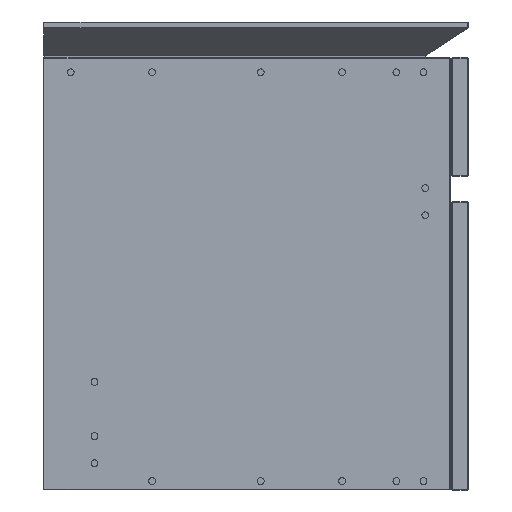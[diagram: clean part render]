
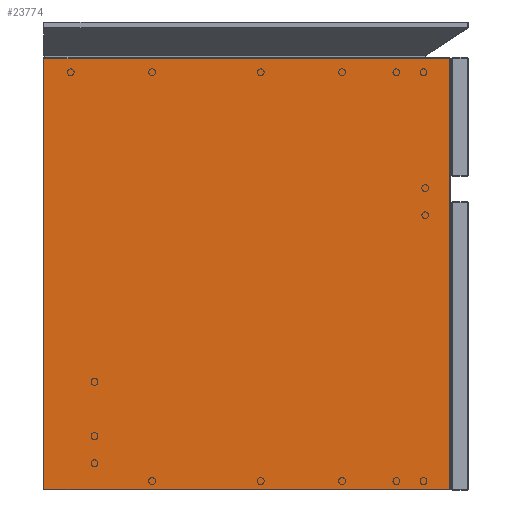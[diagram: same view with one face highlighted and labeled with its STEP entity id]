
A CAD part, left-side view. The second image highlights one B-rep face of the part: STEP entity #23774.
In plain terms, the highlighted planar face has unit normal (-1, 0, 0).
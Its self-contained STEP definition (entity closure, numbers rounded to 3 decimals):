
#23645=CARTESIAN_POINT('',(-4917.304,24039.279,-509.2));
#23646=VERTEX_POINT('',#23645);
#23671=CARTESIAN_POINT('',(-4917.304,23561.079,-509.2));
#23672=VERTEX_POINT('',#23671);
#23679=CARTESIAN_POINT('',(-4917.304,23561.079,-509.2));
#23680=DIRECTION('',(0.0,1.0,0.0));
#23681=VECTOR('',#23680,478.2);
#23682=LINE('',#23679,#23681);
#23683=EDGE_CURVE('',#23672,#23646,#23682,.T.);
#23694=CARTESIAN_POINT('',(-4917.304,24039.279,-0.8));
#23695=VERTEX_POINT('',#23694);
#23696=CARTESIAN_POINT('',(-4917.304,24039.279,-509.2));
#23697=DIRECTION('',(0.0,0.0,1.0));
#23698=VECTOR('',#23697,508.4);
#23699=LINE('',#23696,#23698);
#23700=EDGE_CURVE('',#23646,#23695,#23699,.T.);
#23751=CARTESIAN_POINT('',(-4917.304,23800.179,-0.799));
#23752=DIRECTION('',(-1.0,0.0,0.0));
#23753=DIRECTION('',(0.0,0.0,1.0));
#23754=AXIS2_PLACEMENT_3D('',#23751,#23752,#23753);
#23755=PLANE('',#23754);
#23756=ORIENTED_EDGE('',*,*,#23683,.F.);
#23757=CARTESIAN_POINT('',(-4917.304,23561.079,-0.8));
#23758=VERTEX_POINT('',#23757);
#23759=CARTESIAN_POINT('',(-4917.304,23561.079,-0.8));
#23760=DIRECTION('',(0.0,0.0,-1.0));
#23761=VECTOR('',#23760,508.4);
#23762=LINE('',#23759,#23761);
#23763=EDGE_CURVE('',#23758,#23672,#23762,.T.);
#23764=ORIENTED_EDGE('',*,*,#23763,.F.);
#23765=CARTESIAN_POINT('',(-4917.304,24039.279,-0.8));
#23766=DIRECTION('',(0.0,-1.0,0.0));
#23767=VECTOR('',#23766,478.2);
#23768=LINE('',#23765,#23767);
#23769=EDGE_CURVE('',#23695,#23758,#23768,.T.);
#23770=ORIENTED_EDGE('',*,*,#23769,.F.);
#23771=ORIENTED_EDGE('',*,*,#23700,.F.);
#23772=EDGE_LOOP('',(#23756,#23764,#23770,#23771));
#23773=FACE_OUTER_BOUND('',#23772,.T.);
#23774=ADVANCED_FACE('',(#23773),#23755,.T.);
